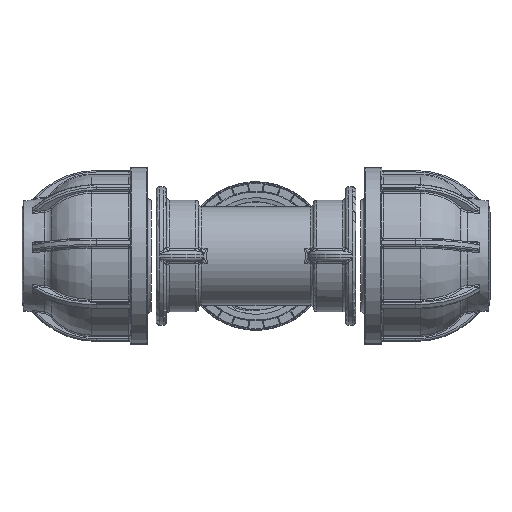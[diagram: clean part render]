
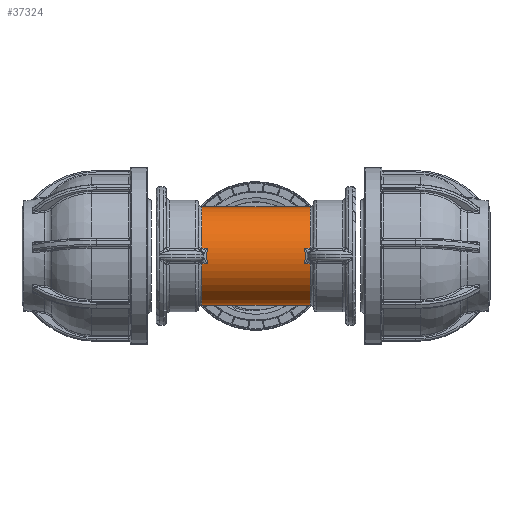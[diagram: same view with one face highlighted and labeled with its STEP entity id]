
A CAD part, front view. The second image highlights one B-rep face of the part: STEP entity #37324.
In plain terms, the highlighted cylindrical face has radius 14.5 mm (diameter 29 mm), a partial arc.
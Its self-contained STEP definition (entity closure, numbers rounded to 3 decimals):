
#19762 = EDGE_LOOP ( 'NONE', ( #19790, #19792, #19791, #19793, #19794, #19795, #19796, #19797, #19799, #19798, #19800, #19801 ) ) ;
#19790 = ORIENTED_EDGE ( 'NONE', *, *, #37051, .T. ) ;
#19791 = ORIENTED_EDGE ( 'NONE', *, *, #37052, .T. ) ;
#19792 = ORIENTED_EDGE ( 'NONE', *, *, #37050, .T. ) ;
#19793 = ORIENTED_EDGE ( 'NONE', *, *, #37053, .T. ) ;
#19794 = ORIENTED_EDGE ( 'NONE', *, *, #37054, .T. ) ;
#19795 = ORIENTED_EDGE ( 'NONE', *, *, #37055, .T. ) ;
#19796 = ORIENTED_EDGE ( 'NONE', *, *, #37048, .T. ) ;
#19797 = ORIENTED_EDGE ( 'NONE', *, *, #37056, .F. ) ;
#19798 = ORIENTED_EDGE ( 'NONE', *, *, #37058, .T. ) ;
#19799 = ORIENTED_EDGE ( 'NONE', *, *, #37057, .T. ) ;
#19800 = ORIENTED_EDGE ( 'NONE', *, *, #37059, .T. ) ;
#19801 = ORIENTED_EDGE ( 'NONE', *, *, #37060, .T. ) ;
#19923 = VERTEX_POINT ( 'NONE', #63765 ) ;
#19924 = VERTEX_POINT ( 'NONE', #63766 ) ;
#19925 = VERTEX_POINT ( 'NONE', #63767 ) ;
#19926 = VERTEX_POINT ( 'NONE', #63768 ) ;
#19927 = VERTEX_POINT ( 'NONE', #63769 ) ;
#19928 = VERTEX_POINT ( 'NONE', #63770 ) ;
#19929 = VERTEX_POINT ( 'NONE', #63771 ) ;
#19930 = VERTEX_POINT ( 'NONE', #63772 ) ;
#19931 = VERTEX_POINT ( 'NONE', #63773 ) ;
#19932 = VERTEX_POINT ( 'NONE', #63774 ) ;
#19933 = VERTEX_POINT ( 'NONE', #63775 ) ;
#19934 = VERTEX_POINT ( 'NONE', #63776 ) ;
#37048 = EDGE_CURVE ( 'NONE', #19933, #19934, #71105, .T. ) ;
#37050 = EDGE_CURVE ( 'NONE', #19931, #19930, #60767, .T. ) ;
#37051 = EDGE_CURVE ( 'NONE', #19932, #19931, #71072, .T. ) ;
#37052 = EDGE_CURVE ( 'NONE', #19930, #19929, #71094, .T. ) ;
#37053 = EDGE_CURVE ( 'NONE', #19929, #19928, #60768, .T. ) ;
#37054 = EDGE_CURVE ( 'NONE', #19928, #19927, #65766, .T. ) ;
#37055 = EDGE_CURVE ( 'NONE', #19927, #19933, #60769, .T. ) ;
#37056 = EDGE_CURVE ( 'NONE', #19926, #19934, #60770, .T. ) ;
#37057 = EDGE_CURVE ( 'NONE', #19926, #19925, #71115, .T. ) ;
#37058 = EDGE_CURVE ( 'NONE', #19925, #19924, #60771, .T. ) ;
#37059 = EDGE_CURVE ( 'NONE', #19924, #19923, #65767, .T. ) ;
#37060 = EDGE_CURVE ( 'NONE', #19923, #19932, #60772, .T. ) ;
#37324 = ADVANCED_FACE ( 'NONE', ( #61064 ), #61065, .T. ) ;
#60767 = LINE ( 'NONE', #71901, #71109 ) ;
#60768 = LINE ( 'NONE', #71909, #71113 ) ;
#60769 = LINE ( 'NONE', #71917, #71114 ) ;
#60770 = LINE ( 'NONE', #71919, #71116 ) ;
#60771 = LINE ( 'NONE', #71924, #71119 ) ;
#60772 = LINE ( 'NONE', #71932, #71121 ) ;
#61064 = FACE_OUTER_BOUND ( 'NONE', #19762, .T. ) ;
#61065 = CYLINDRICAL_SURFACE ( 'NONE', #71423, 14.5 ) ;
#63765 = CARTESIAN_POINT ( 'NONE',  ( -14.444, -14.31, -2.339 ) ) ;
#63766 = CARTESIAN_POINT ( 'NONE',  ( -14.444, -14.31, 2.339 ) ) ;
#63767 = CARTESIAN_POINT ( 'NONE',  ( -16., -14.31, 2.339 ) ) ;
#63768 = CARTESIAN_POINT ( 'NONE',  ( -16., 0., 14.5 ) ) ;
#63769 = CARTESIAN_POINT ( 'NONE',  ( 14.444, -14.31, 2.339 ) ) ;
#63770 = CARTESIAN_POINT ( 'NONE',  ( 14.444, -14.31, -2.339 ) ) ;
#63771 = CARTESIAN_POINT ( 'NONE',  ( 16., -14.31, -2.339 ) ) ;
#63772 = CARTESIAN_POINT ( 'NONE',  ( 16., 0., -14.5 ) ) ;
#63773 = CARTESIAN_POINT ( 'NONE',  ( -16., 0., -14.5 ) ) ;
#63774 = CARTESIAN_POINT ( 'NONE',  ( -16., -14.31, -2.339 ) ) ;
#63775 = CARTESIAN_POINT ( 'NONE',  ( 16., -14.31, 2.339 ) ) ;
#63776 = CARTESIAN_POINT ( 'NONE',  ( 16., 0., 14.5 ) ) ;
#65766 = B_SPLINE_CURVE_WITH_KNOTS ( 'NONE', 3,
 ( #71911, #71912, #71913, #71914, #71915, #71916 ),
 .UNSPECIFIED., .F., .F.,
 ( 4, 2, 4 ),
 ( 0., 0.002, 0.005 ),
 .UNSPECIFIED. ) ;
#65767 = B_SPLINE_CURVE_WITH_KNOTS ( 'NONE', 3,
 ( #71926, #71927, #71928, #71929, #71930, #71931 ),
 .UNSPECIFIED., .F., .F.,
 ( 4, 2, 4 ),
 ( 0., 0.002, 0.005 ),
 .UNSPECIFIED. ) ;
#71072 = CIRCLE ( 'NONE', #71110, 14.5 ) ;
#71094 = CIRCLE ( 'NONE', #71111, 14.5 ) ;
#71105 = CIRCLE ( 'NONE', #71106, 14.5 ) ;
#71106 = AXIS2_PLACEMENT_3D ( 'NONE', #71895, #71896, #71897 ) ;
#71109 = VECTOR ( 'NONE', #71902, 1000. ) ;
#71110 = AXIS2_PLACEMENT_3D ( 'NONE', #71903, #71904, #71905 ) ;
#71111 = AXIS2_PLACEMENT_3D ( 'NONE', #71906, #71907, #71908 ) ;
#71113 = VECTOR ( 'NONE', #71910, 1000. ) ;
#71114 = VECTOR ( 'NONE', #71918, 1000. ) ;
#71115 = CIRCLE ( 'NONE', #71117, 14.5 ) ;
#71116 = VECTOR ( 'NONE', #71920, 1000. ) ;
#71117 = AXIS2_PLACEMENT_3D ( 'NONE', #71921, #71922, #71923 ) ;
#71119 = VECTOR ( 'NONE', #71925, 1000. ) ;
#71121 = VECTOR ( 'NONE', #71933, 1000. ) ;
#71423 = AXIS2_PLACEMENT_3D ( 'NONE', #74862, #74863, #74864 ) ;
#71895 = CARTESIAN_POINT ( 'NONE',  ( 16., 0., 0. ) ) ;
#71896 = DIRECTION ( 'NONE',  ( -1., 0., 0. ) ) ;
#71897 = DIRECTION ( 'NONE',  ( 0., 0., 1. ) ) ;
#71901 = CARTESIAN_POINT ( 'NONE',  ( 0., 0., -14.5 ) ) ;
#71902 = DIRECTION ( 'NONE',  ( 1., 0., 0. ) ) ;
#71903 = CARTESIAN_POINT ( 'NONE',  ( -16., 0., 0. ) ) ;
#71904 = DIRECTION ( 'NONE',  ( 1., 0., 0. ) ) ;
#71905 = DIRECTION ( 'NONE',  ( 0., 0., -1. ) ) ;
#71906 = CARTESIAN_POINT ( 'NONE',  ( 16., 0., 0. ) ) ;
#71907 = DIRECTION ( 'NONE',  ( -1., 0., 0. ) ) ;
#71908 = DIRECTION ( 'NONE',  ( 0., 0., 1. ) ) ;
#71909 = CARTESIAN_POINT ( 'NONE',  ( 0., -14.31, -2.339 ) ) ;
#71910 = DIRECTION ( 'NONE',  ( -1., 0., 0. ) ) ;
#71911 = CARTESIAN_POINT ( 'NONE',  ( 14.444, -14.31, -2.339 ) ) ;
#71912 = CARTESIAN_POINT ( 'NONE',  ( 14.5, -14.436, -1.566 ) ) ;
#71913 = CARTESIAN_POINT ( 'NONE',  ( 14.53, -14.5, -0.783 ) ) ;
#71914 = CARTESIAN_POINT ( 'NONE',  ( 14.53, -14.5, 0.787 ) ) ;
#71915 = CARTESIAN_POINT ( 'NONE',  ( 14.5, -14.436, 1.566 ) ) ;
#71916 = CARTESIAN_POINT ( 'NONE',  ( 14.444, -14.31, 2.339 ) ) ;
#71917 = CARTESIAN_POINT ( 'NONE',  ( 0., -14.31, 2.339 ) ) ;
#71918 = DIRECTION ( 'NONE',  ( 1., 0., 0. ) ) ;
#71919 = CARTESIAN_POINT ( 'NONE',  ( 0., 0., 14.5 ) ) ;
#71920 = DIRECTION ( 'NONE',  ( 1., 0., 0. ) ) ;
#71921 = CARTESIAN_POINT ( 'NONE',  ( -16., 0., 0. ) ) ;
#71922 = DIRECTION ( 'NONE',  ( 1., 0., 0. ) ) ;
#71923 = DIRECTION ( 'NONE',  ( 0., 0., -1. ) ) ;
#71924 = CARTESIAN_POINT ( 'NONE',  ( 0., -14.31, 2.339 ) ) ;
#71925 = DIRECTION ( 'NONE',  ( 1., 0., 0. ) ) ;
#71926 = CARTESIAN_POINT ( 'NONE',  ( -14.444, -14.31, 2.339 ) ) ;
#71927 = CARTESIAN_POINT ( 'NONE',  ( -14.5, -14.436, 1.566 ) ) ;
#71928 = CARTESIAN_POINT ( 'NONE',  ( -14.53, -14.5, 0.783 ) ) ;
#71929 = CARTESIAN_POINT ( 'NONE',  ( -14.53, -14.5, -0.787 ) ) ;
#71930 = CARTESIAN_POINT ( 'NONE',  ( -14.5, -14.436, -1.566 ) ) ;
#71931 = CARTESIAN_POINT ( 'NONE',  ( -14.444, -14.31, -2.339 ) ) ;
#71932 = CARTESIAN_POINT ( 'NONE',  ( 0., -14.31, -2.339 ) ) ;
#71933 = DIRECTION ( 'NONE',  ( -1., 0., 0. ) ) ;
#74862 = CARTESIAN_POINT ( 'NONE',  ( 0., 0., 0. ) ) ;
#74863 = DIRECTION ( 'NONE',  ( 1., 0., 0. ) ) ;
#74864 = DIRECTION ( 'NONE',  ( 0., 0., 1. ) ) ;
